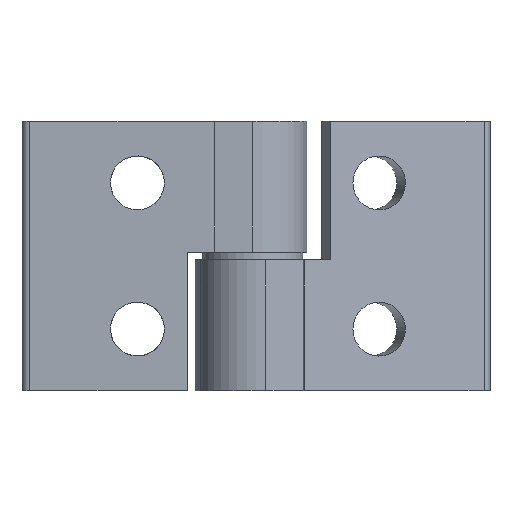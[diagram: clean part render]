
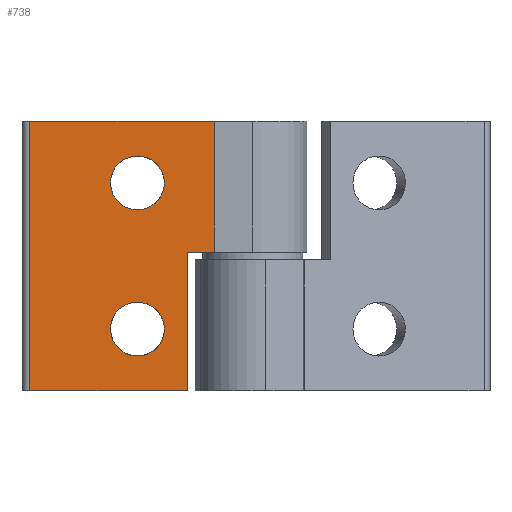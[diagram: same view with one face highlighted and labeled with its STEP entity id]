
A CAD part, front view. The second image highlights one B-rep face of the part: STEP entity #738.
In plain terms, the highlighted planar face has unit normal (0, -1, 0).
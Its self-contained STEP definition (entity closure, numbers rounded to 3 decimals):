
#112=CARTESIAN_POINT('',(-8.499,-1.269,18.0));
#113=VERTEX_POINT('',#112);
#122=CARTESIAN_POINT('',(-8.499,-1.269,0.0));
#123=VERTEX_POINT('',#122);
#124=CARTESIAN_POINT('',(-8.499,-1.269,0.0));
#125=DIRECTION('',(0.0,0.0,1.0));
#126=VECTOR('',#125,18.0);
#127=LINE('',#124,#126);
#128=EDGE_CURVE('',#123,#113,#127,.T.);
#187=CARTESIAN_POINT('',(-4.999,-1.269,18.0));
#188=VERTEX_POINT('',#187);
#195=CARTESIAN_POINT('',(-8.499,-1.269,18.0));
#196=DIRECTION('',(1.0,0.0,0.0));
#197=VECTOR('',#196,3.5);
#198=LINE('',#195,#197);
#199=EDGE_CURVE('',#113,#188,#198,.T.);
#261=CARTESIAN_POINT('',(-4.999,-1.269,35.0));
#262=VERTEX_POINT('',#261);
#269=CARTESIAN_POINT('',(-4.999,-1.269,18.0));
#270=DIRECTION('',(0.0,0.0,1.0));
#271=VECTOR('',#270,17.0);
#272=LINE('',#269,#271);
#273=EDGE_CURVE('',#188,#262,#272,.T.);
#460=CARTESIAN_POINT('',(-11.499,-1.269,8.0));
#461=VERTEX_POINT('',#460);
#462=CARTESIAN_POINT('',(-14.999,-1.269,8.0));
#463=DIRECTION('',(0.0,1.0,0.0));
#464=DIRECTION('',(-1.0,0.0,0.0));
#465=AXIS2_PLACEMENT_3D('',#462,#463,#464);
#466=CIRCLE('',#465,3.5);
#467=EDGE_CURVE('',#461,#461,#466,.T.);
#533=CARTESIAN_POINT('',(-11.499,-1.269,27.0));
#534=VERTEX_POINT('',#533);
#535=CARTESIAN_POINT('',(-14.999,-1.269,27.0));
#536=DIRECTION('',(0.0,1.0,0.0));
#537=DIRECTION('',(-1.0,0.0,0.0));
#538=AXIS2_PLACEMENT_3D('',#535,#536,#537);
#539=CIRCLE('',#538,3.5);
#540=EDGE_CURVE('',#534,#534,#539,.T.);
#700=CARTESIAN_POINT('',(-4.999,-1.269,0.0));
#701=DIRECTION('',(0.0,-1.0,0.0));
#702=DIRECTION('',(0.0,0.0,-1.0));
#703=AXIS2_PLACEMENT_3D('',#700,#701,#702);
#704=PLANE('',#703);
#705=ORIENTED_EDGE('',*,*,#199,.T.);
#706=ORIENTED_EDGE('',*,*,#273,.T.);
#707=CARTESIAN_POINT('',(-28.999,-1.269,35.0));
#708=VERTEX_POINT('',#707);
#709=CARTESIAN_POINT('',(-4.999,-1.269,35.0));
#710=DIRECTION('',(-1.0,0.0,0.0));
#711=VECTOR('',#710,24.);
#712=LINE('',#709,#711);
#713=EDGE_CURVE('',#262,#708,#712,.T.);
#714=ORIENTED_EDGE('',*,*,#713,.T.);
#715=CARTESIAN_POINT('',(-28.999,-1.269,0.0));
#716=VERTEX_POINT('',#715);
#717=CARTESIAN_POINT('',(-28.999,-1.269,0.0));
#718=DIRECTION('',(0.0,0.0,1.0));
#719=VECTOR('',#718,35.0);
#720=LINE('',#717,#719);
#721=EDGE_CURVE('',#716,#708,#720,.T.);
#722=ORIENTED_EDGE('',*,*,#721,.F.);
#723=CARTESIAN_POINT('',(-8.499,-1.269,0.0));
#724=DIRECTION('',(-1.0,0.0,0.0));
#725=VECTOR('',#724,20.5);
#726=LINE('',#723,#725);
#727=EDGE_CURVE('',#123,#716,#726,.T.);
#728=ORIENTED_EDGE('',*,*,#727,.F.);
#729=ORIENTED_EDGE('',*,*,#128,.T.);
#730=EDGE_LOOP('',(#705,#706,#714,#722,#728,#729));
#731=FACE_OUTER_BOUND('',#730,.T.);
#732=ORIENTED_EDGE('',*,*,#467,.T.);
#733=EDGE_LOOP('',(#732));
#734=FACE_BOUND('',#733,.T.);
#735=ORIENTED_EDGE('',*,*,#540,.T.);
#736=EDGE_LOOP('',(#735));
#737=FACE_BOUND('',#736,.T.);
#738=ADVANCED_FACE('',(#731,#734,#737),#704,.T.);
